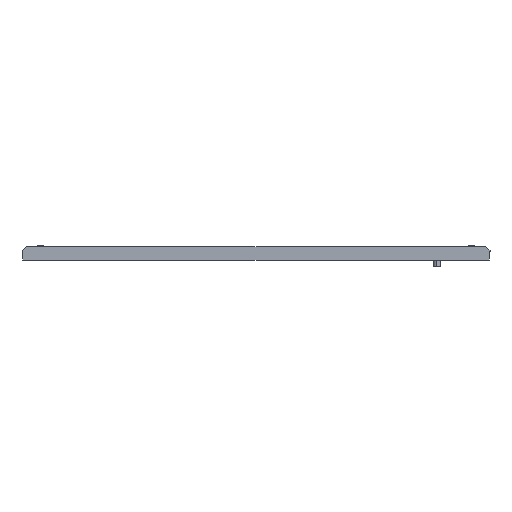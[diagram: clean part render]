
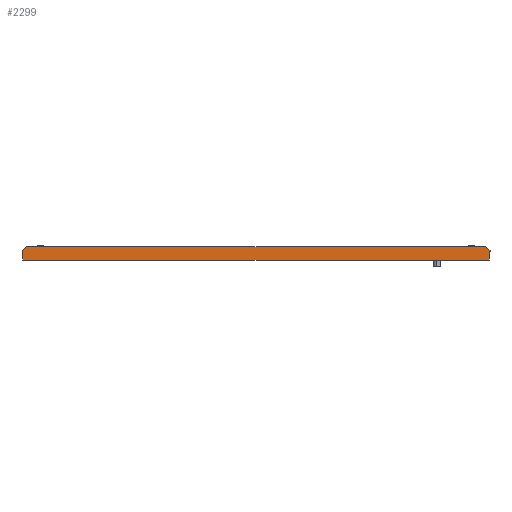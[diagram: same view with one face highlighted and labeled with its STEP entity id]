
A CAD part, top view. The second image highlights one B-rep face of the part: STEP entity #2299.
In plain terms, the highlighted planar face has unit normal (0, 0, 1).
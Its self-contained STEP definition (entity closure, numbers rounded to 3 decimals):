
#70 = CARTESIAN_POINT ( 'NONE',  ( 254.4, 0., 176.5 ) ) ;
#138 = ORIENTED_EDGE ( 'NONE', *, *, #3150, .F. ) ;
#326 = CARTESIAN_POINT ( 'NONE',  ( -258.5, -5.3, 176.5 ) ) ;
#370 = EDGE_CURVE ( 'NONE', #4581, #6066, #6616, .T. ) ;
#394 = CARTESIAN_POINT ( 'NONE',  ( 258.5, -5.3, 176.5 ) ) ;
#553 = LINE ( 'NONE', #4235, #6820 ) ;
#638 = PLANE ( 'NONE',  #2373 ) ;
#741 = CARTESIAN_POINT ( 'NONE',  ( -259.4, -5.3, 176.5 ) ) ;
#937 = LINE ( 'NONE', #3067, #1292 ) ;
#1042 = DIRECTION ( 'NONE',  ( 1., 0., 0. ) ) ;
#1091 = CARTESIAN_POINT ( 'NONE',  ( -259.4, -5.3, 176.5 ) ) ;
#1239 = VECTOR ( 'NONE', #5852, 1000. ) ;
#1292 = VECTOR ( 'NONE', #1042, 1000. ) ;
#1383 = EDGE_CURVE ( 'NONE', #6786, #4581, #5074, .T. ) ;
#1407 = VECTOR ( 'NONE', #1793, 1000. ) ;
#1441 = CARTESIAN_POINT ( 'NONE',  ( -259.944, -4.652, 176.5 ) ) ;
#1451 = ORIENTED_EDGE ( 'NONE', *, *, #6296, .T. ) ;
#1501 = CARTESIAN_POINT ( 'NONE',  ( -258.5, -5.3, 176.5 ) ) ;
#1508 = ORIENTED_EDGE ( 'NONE', *, *, #3434, .T. ) ;
#1595 = EDGE_CURVE ( 'NONE', #2946, #4448, #937, .T. ) ;
#1604 = DIRECTION ( 'NONE',  ( 0., 0., 1. ) ) ;
#1793 = DIRECTION ( 'NONE',  ( 0., -1., 0. ) ) ;
#1880 = CARTESIAN_POINT ( 'NONE',  ( -44.5, 250.807, 176.5 ) ) ;
#1897 = LINE ( 'NONE', #1441, #3340 ) ;
#2299 = ADVANCED_FACE ( 'NONE', ( #4218 ), #638, .T. ) ;
#2302 = VERTEX_POINT ( 'NONE', #5261 ) ;
#2373 = AXIS2_PLACEMENT_3D ( 'NONE', #1091, #1604, #5821 ) ;
#2413 = CARTESIAN_POINT ( 'NONE',  ( 259.4, -4.195, 176.5 ) ) ;
#2418 = CARTESIAN_POINT ( 'NONE',  ( -258.5, -15., 176.5 ) ) ;
#2593 = ORIENTED_EDGE ( 'NONE', *, *, #1595, .F. ) ;
#2660 = LINE ( 'NONE', #3740, #1239 ) ;
#2829 = CARTESIAN_POINT ( 'NONE',  ( -258.5, -15., 176.5 ) ) ;
#2832 = VECTOR ( 'NONE', #6652, 1000. ) ;
#2860 = VERTEX_POINT ( 'NONE', #6837 ) ;
#2946 = VERTEX_POINT ( 'NONE', #6751 ) ;
#3064 = VECTOR ( 'NONE', #5667, 1000. ) ;
#3067 = CARTESIAN_POINT ( 'NONE',  ( -259.4, 0., 176.5 ) ) ;
#3150 = EDGE_CURVE ( 'NONE', #3929, #5630, #553, .T. ) ;
#3191 = ORIENTED_EDGE ( 'NONE', *, *, #370, .T. ) ;
#3317 = EDGE_LOOP ( 'NONE', ( #1508, #3423, #6219, #6397, #2593, #1451, #138, #6741, #5468, #3191 ) ) ;
#3340 = VECTOR ( 'NONE', #5600, 1000. ) ;
#3347 = DIRECTION ( 'NONE',  ( -0.766, 0.643, 0. ) ) ;
#3423 = ORIENTED_EDGE ( 'NONE', *, *, #6842, .T. ) ;
#3434 = EDGE_CURVE ( 'NONE', #6066, #2302, #5170, .T. ) ;
#3740 = CARTESIAN_POINT ( 'NONE',  ( -259.4, -5.3, 176.5 ) ) ;
#3747 = EDGE_CURVE ( 'NONE', #6002, #4448, #6035, .T. ) ;
#3929 = VERTEX_POINT ( 'NONE', #6785 ) ;
#4218 = FACE_OUTER_BOUND ( 'NONE', #3317, .T. ) ;
#4235 = CARTESIAN_POINT ( 'NONE',  ( -259.4, -5.3, 176.5 ) ) ;
#4448 = VERTEX_POINT ( 'NONE', #70 ) ;
#4543 = CARTESIAN_POINT ( 'NONE',  ( 258.5, -15., 176.5 ) ) ;
#4581 = VERTEX_POINT ( 'NONE', #2829 ) ;
#4629 = VECTOR ( 'NONE', #5145, 1000. ) ;
#4796 = VECTOR ( 'NONE', #3347, 1000. ) ;
#5074 = LINE ( 'NONE', #326, #1407 ) ;
#5145 = DIRECTION ( 'NONE',  ( 1., 0., 0. ) ) ;
#5170 = LINE ( 'NONE', #394, #3064 ) ;
#5199 = EDGE_CURVE ( 'NONE', #2860, #6002, #6297, .T. ) ;
#5261 = CARTESIAN_POINT ( 'NONE',  ( 258.5, -5.3, 176.5 ) ) ;
#5338 = DIRECTION ( 'NONE',  ( 0., 1., 0. ) ) ;
#5458 = LINE ( 'NONE', #741, #4629 ) ;
#5468 = ORIENTED_EDGE ( 'NONE', *, *, #1383, .T. ) ;
#5600 = DIRECTION ( 'NONE',  ( -0.766, -0.643, 0. ) ) ;
#5619 = CARTESIAN_POINT ( 'NONE',  ( -259.4, -4.195, 176.5 ) ) ;
#5630 = VERTEX_POINT ( 'NONE', #5619 ) ;
#5667 = DIRECTION ( 'NONE',  ( 0., 1., 0. ) ) ;
#5785 = VECTOR ( 'NONE', #5338, 1000. ) ;
#5799 = CARTESIAN_POINT ( 'NONE',  ( 259.4, -5.3, 176.5 ) ) ;
#5821 = DIRECTION ( 'NONE',  ( 1., 0., 0. ) ) ;
#5852 = DIRECTION ( 'NONE',  ( 1., 0., 0. ) ) ;
#5955 = EDGE_CURVE ( 'NONE', #3929, #6786, #5458, .T. ) ;
#6002 = VERTEX_POINT ( 'NONE', #2413 ) ;
#6035 = LINE ( 'NONE', #1880, #4796 ) ;
#6066 = VERTEX_POINT ( 'NONE', #4543 ) ;
#6219 = ORIENTED_EDGE ( 'NONE', *, *, #5199, .T. ) ;
#6296 = EDGE_CURVE ( 'NONE', #2946, #5630, #1897, .T. ) ;
#6297 = LINE ( 'NONE', #5799, #5785 ) ;
#6367 = DIRECTION ( 'NONE',  ( 0., 1., 0. ) ) ;
#6397 = ORIENTED_EDGE ( 'NONE', *, *, #3747, .T. ) ;
#6616 = LINE ( 'NONE', #2418, #2832 ) ;
#6652 = DIRECTION ( 'NONE',  ( 1., 0., 0. ) ) ;
#6741 = ORIENTED_EDGE ( 'NONE', *, *, #5955, .T. ) ;
#6751 = CARTESIAN_POINT ( 'NONE',  ( -254.4, 0., 176.5 ) ) ;
#6785 = CARTESIAN_POINT ( 'NONE',  ( -259.4, -5.3, 176.5 ) ) ;
#6786 = VERTEX_POINT ( 'NONE', #1501 ) ;
#6820 = VECTOR ( 'NONE', #6367, 1000. ) ;
#6837 = CARTESIAN_POINT ( 'NONE',  ( 259.4, -5.3, 176.5 ) ) ;
#6842 = EDGE_CURVE ( 'NONE', #2302, #2860, #2660, .T. ) ;
